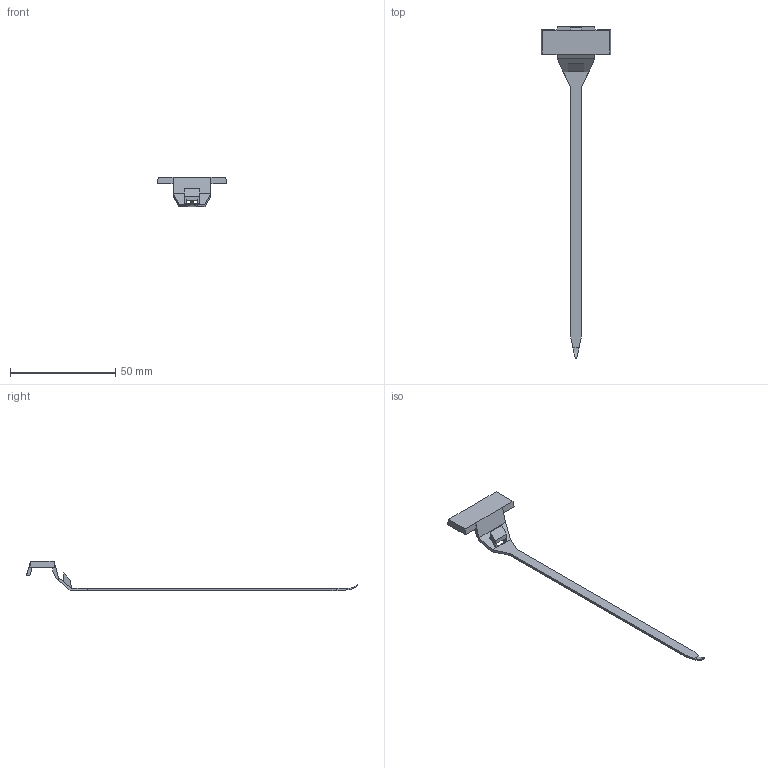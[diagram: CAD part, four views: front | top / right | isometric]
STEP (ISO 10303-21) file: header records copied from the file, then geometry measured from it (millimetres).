
FILE_DESCRIPTION(('SolidDesigner STEP Export'),'2;1');
FILE_NAME('1005208_KMK_KABELMARKER-select.stp','2011-01-21T13:02:30',(''),(''),'CoCreate Modeling STEP processor for AP214 (Solid Model)','CoCreate Modeling 16.00A 16-Aug-2008 (C) Parametric Technology GmbH','');
FILE_SCHEMA(('AUTOMOTIVE_DESIGN { 1 0 10303 214 1 1 1 1 }'));
Length unit declared in the file: millimetre
Products named in the file (2): 1005208_KMK_KABELMARKER-select
Assembly tree (1 placements, depth 2):
  1005208_KMK_KABELMARKER-select
    1005208_KMK_KABELMARKER-select
Bounding box: 32.9 x 157.75 x 14.18 mm (x, y, z)
Volume: 2380.3 mm3; surface area: 3470.4 mm2
Topology: 1 solids, 1 shells, 56 faces, 164 edges, 106 vertices
Faces by surface type: plane 54, cylinder 2
Entity records: 2274 total; most frequent: ORIENTED_EDGE 328, CARTESIAN_POINT 318, DIRECTION 271, EDGE_CURVE 164, VECTOR 153, LINE 153, VERTEX_POINT 106, AXIS2_PLACEMENT_3D 59
